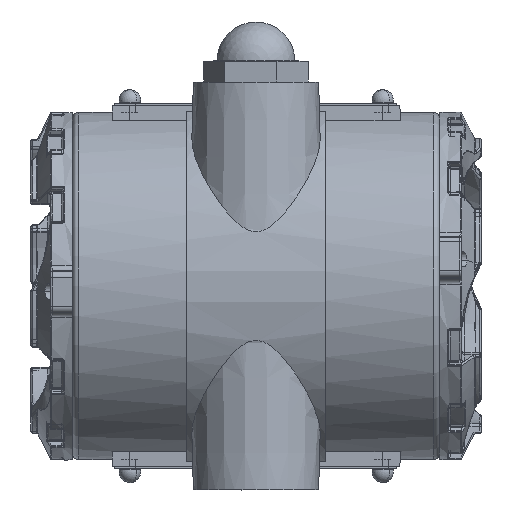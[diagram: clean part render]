
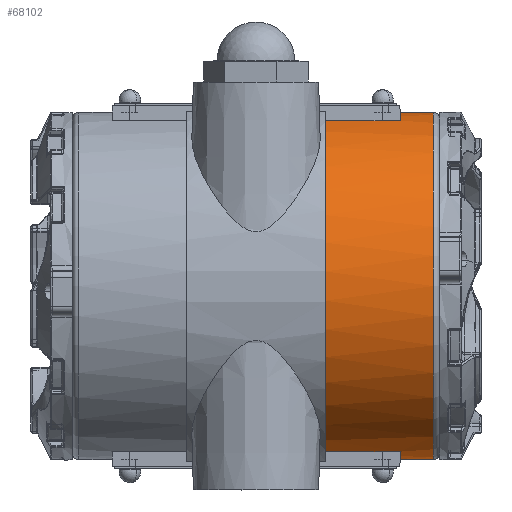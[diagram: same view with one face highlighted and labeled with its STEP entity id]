
A CAD part, left-side view. The second image highlights one B-rep face of the part: STEP entity #68102.
In plain terms, the highlighted cylindrical face has radius 42.227 mm (diameter 84.455 mm), a partial arc.
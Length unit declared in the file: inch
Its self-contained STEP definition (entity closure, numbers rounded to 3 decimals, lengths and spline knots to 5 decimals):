
#2667 = CARTESIAN_POINT ( 'NONE',  ( 0., 1.09473, 0. ) ) ;
#3014 = VECTOR ( 'NONE', #51903, 39.37008 ) ;
#6202 = EDGE_CURVE ( 'NONE', #28198, #54627, #26353, .T. ) ;
#8632 = AXIS2_PLACEMENT_3D ( 'NONE', #25812, #44567, #69441 ) ;
#9333 = VECTOR ( 'NONE', #35029, 39.37008 ) ;
#9397 = CARTESIAN_POINT ( 'NONE',  ( -0.50375, 0.37825, 1.58434 ) ) ;
#11219 = VERTEX_POINT ( 'NONE', #19422 ) ;
#11276 = CIRCLE ( 'NONE', #49061, 1.6625 ) ;
#12211 = CARTESIAN_POINT ( 'NONE',  ( -0.50375, 1.09473, -1.58434 ) ) ;
#12243 = CARTESIAN_POINT ( 'NONE',  ( -0.34053, 0.37961, 1.63624 ) ) ;
#12454 = CARTESIAN_POINT ( 'NONE',  ( 0., 0.062, 1.6625 ) ) ;
#12469 = EDGE_CURVE ( 'NONE', #36156, #14062, #11276, .T. ) ;
#12703 = DIRECTION ( 'NONE',  ( 0., 0., -1. ) ) ;
#13808 = VECTOR ( 'NONE', #18481, 39.37008 ) ;
#14062 = VERTEX_POINT ( 'NONE', #25936 ) ;
#18481 = DIRECTION ( 'NONE',  ( 0., -1., 0. ) ) ;
#18892 = VERTEX_POINT ( 'NONE', #40167 ) ;
#19422 = CARTESIAN_POINT ( 'NONE',  ( 0., 0.3803, 1.6625 ) ) ;
#20685 = ORIENTED_EDGE ( 'NONE', *, *, #12469, .F. ) ;
#21910 = VERTEX_POINT ( 'NONE', #12454 ) ;
#22113 = VECTOR ( 'NONE', #40236, 39.37008 ) ;
#22244 = DIRECTION ( 'NONE',  ( 0., 1., 0. ) ) ;
#25725 = CARTESIAN_POINT ( 'NONE',  ( -0.17128, 0.3803, 1.6625 ) ) ;
#25812 = CARTESIAN_POINT ( 'NONE',  ( 0., 0.062, 0. ) ) ;
#25936 = CARTESIAN_POINT ( 'NONE',  ( -0.50375, 1.09473, 1.58434 ) ) ;
#26353 =( BOUNDED_CURVE ( )  B_SPLINE_CURVE ( 3, ( #40434, #66126, #72641, #60430 ),
 .UNSPECIFIED., .F., .F. ) 
 B_SPLINE_CURVE_WITH_KNOTS ( ( 4, 4 ),
 ( 3.14159, 3.44944 ),
 .UNSPECIFIED. ) 
 CURVE ( )  GEOMETRIC_REPRESENTATION_ITEM ( )  RATIONAL_B_SPLINE_CURVE ( ( 1., 0.992, 0.992, 1. ) ) 
 REPRESENTATION_ITEM ( '' )  );
#26573 = EDGE_CURVE ( 'NONE', #11219, #21910, #68632, .T. ) ;
#26648 = EDGE_CURVE ( 'NONE', #18892, #21910, #43811, .T. ) ;
#27093 = ORIENTED_EDGE ( 'NONE', *, *, #60570, .F. ) ;
#28198 = VERTEX_POINT ( 'NONE', #52674 ) ;
#31826 = CARTESIAN_POINT ( 'NONE',  ( -0.50375, 0.37825, 1.58434 ) ) ;
#32317 = CARTESIAN_POINT ( 'NONE',  ( -0.50375, 3.519, 1.58434 ) ) ;
#32737 = EDGE_CURVE ( 'NONE', #80043, #11219, #78739, .T. ) ;
#32857 = EDGE_LOOP ( 'NONE', ( #71932, #65167, #27093, #20685, #65899, #76245, #37993, #77222 ) ) ;
#35029 = DIRECTION ( 'NONE',  ( 0., -1., 0. ) ) ;
#36156 = VERTEX_POINT ( 'NONE', #12211 ) ;
#37993 = ORIENTED_EDGE ( 'NONE', *, *, #77389, .T. ) ;
#39821 = CARTESIAN_POINT ( 'NONE',  ( -0.50375, 0.37825, -1.58434 ) ) ;
#40167 = CARTESIAN_POINT ( 'NONE',  ( 0., 0.062, -1.6625 ) ) ;
#40236 = DIRECTION ( 'NONE',  ( 0., 1., 0. ) ) ;
#40434 = CARTESIAN_POINT ( 'NONE',  ( 0., 0.3803, -1.6625 ) ) ;
#40729 = LINE ( 'NONE', #78651, #9333 ) ;
#43713 = FACE_OUTER_BOUND ( 'NONE', #32857, .T. ) ;
#43811 = CIRCLE ( 'NONE', #8632, 1.6625 ) ;
#44531 = CARTESIAN_POINT ( 'NONE',  ( 0., 3.519, 0. ) ) ;
#44567 = DIRECTION ( 'NONE',  ( 0., 1., 0. ) ) ;
#49061 = AXIS2_PLACEMENT_3D ( 'NONE', #2667, #22244, #71190 ) ;
#51903 = DIRECTION ( 'NONE',  ( 0., -1., 0. ) ) ;
#52674 = CARTESIAN_POINT ( 'NONE',  ( 0., 0.3803, -1.6625 ) ) ;
#52893 = LINE ( 'NONE', #39821, #22113 ) ;
#54627 = VERTEX_POINT ( 'NONE', #80554 ) ;
#56791 = LINE ( 'NONE', #32317, #3014 ) ;
#60430 = CARTESIAN_POINT ( 'NONE',  ( -0.50375, 0.37825, -1.58434 ) ) ;
#60570 = EDGE_CURVE ( 'NONE', #14062, #80043, #56791, .T. ) ;
#65167 = ORIENTED_EDGE ( 'NONE', *, *, #32737, .F. ) ;
#65899 = ORIENTED_EDGE ( 'NONE', *, *, #73605, .F. ) ;
#66126 = CARTESIAN_POINT ( 'NONE',  ( -0.17128, 0.3803, -1.6625 ) ) ;
#68102 = ADVANCED_FACE ( 'NONE', ( #43713 ), #68594, .T. ) ;
#68594 = CYLINDRICAL_SURFACE ( 'NONE', #72307, 1.6625 ) ;
#68632 = LINE ( 'NONE', #74342, #13808 ) ;
#69005 = DIRECTION ( 'NONE',  ( 0., -1., 0. ) ) ;
#69441 = DIRECTION ( 'NONE',  ( 0., 0., 1. ) ) ;
#71190 = DIRECTION ( 'NONE',  ( 0., 0., 1. ) ) ;
#71932 = ORIENTED_EDGE ( 'NONE', *, *, #26573, .F. ) ;
#72307 = AXIS2_PLACEMENT_3D ( 'NONE', #44531, #69005, #12703 ) ;
#72641 = CARTESIAN_POINT ( 'NONE',  ( -0.34053, 0.37961, -1.63624 ) ) ;
#73605 = EDGE_CURVE ( 'NONE', #54627, #36156, #52893, .T. ) ;
#74342 = CARTESIAN_POINT ( 'NONE',  ( 0., 3.519, 1.6625 ) ) ;
#75473 = CARTESIAN_POINT ( 'NONE',  ( 0., 0.3803, 1.6625 ) ) ;
#76245 = ORIENTED_EDGE ( 'NONE', *, *, #6202, .F. ) ;
#77222 = ORIENTED_EDGE ( 'NONE', *, *, #26648, .T. ) ;
#77389 = EDGE_CURVE ( 'NONE', #28198, #18892, #40729, .T. ) ;
#78651 = CARTESIAN_POINT ( 'NONE',  ( 0., 3.519, -1.6625 ) ) ;
#78739 =( BOUNDED_CURVE ( )  B_SPLINE_CURVE ( 3, ( #31826, #12243, #25725, #75473 ),
 .UNSPECIFIED., .F., .T. ) 
 B_SPLINE_CURVE_WITH_KNOTS ( ( 4, 4 ),
 ( 2.83375, 3.14159 ),
 .UNSPECIFIED. ) 
 CURVE ( )  GEOMETRIC_REPRESENTATION_ITEM ( )  RATIONAL_B_SPLINE_CURVE ( ( 1., 0.992, 0.992, 1. ) ) 
 REPRESENTATION_ITEM ( '' )  );
#80043 = VERTEX_POINT ( 'NONE', #9397 ) ;
#80554 = CARTESIAN_POINT ( 'NONE',  ( -0.50375, 0.37825, -1.58434 ) ) ;
